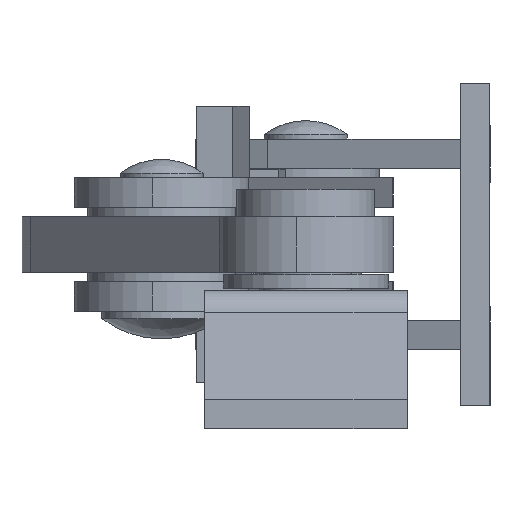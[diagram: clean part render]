
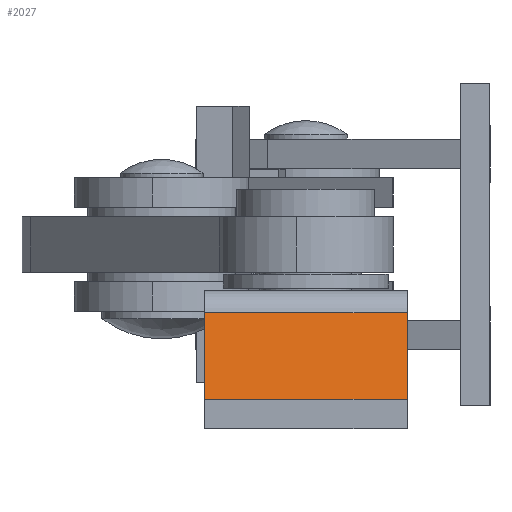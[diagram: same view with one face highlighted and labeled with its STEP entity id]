
A CAD part, left-side view. The second image highlights one B-rep face of the part: STEP entity #2027.
In plain terms, the highlighted face is planar.
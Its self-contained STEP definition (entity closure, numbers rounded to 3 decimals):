
#2027 = ADVANCED_FACE ( 'NONE', ( #6201 ), #6200, .F. ) ;
#2028 = EDGE_LOOP ( 'NONE', ( #2029, #2032, #2035, #2037 ) ) ;
#2029 = ORIENTED_EDGE ( 'NONE', *, *, #2030, .T. ) ;
#2030 = EDGE_CURVE ( 'NONE', #2048, #2031, #6195, .T. ) ;
#2031 = VERTEX_POINT ( 'NONE', #6191 ) ;
#2032 = ORIENTED_EDGE ( 'NONE', *, *, #2033, .F. ) ;
#2033 = EDGE_CURVE ( 'NONE', #2034, #2031, #6190, .T. ) ;
#2034 = VERTEX_POINT ( 'NONE', #6186 ) ;
#2035 = ORIENTED_EDGE ( 'NONE', *, *, #2036, .F. ) ;
#2036 = EDGE_CURVE ( 'NONE', #2051, #2034, #6185, .T. ) ;
#2037 = ORIENTED_EDGE ( 'NONE', *, *, #2050, .T. ) ;
#2048 = VERTEX_POINT ( 'NONE', #6231 ) ;
#2050 = EDGE_CURVE ( 'NONE', #2051, #2048, #6230, .T. ) ;
#2051 = VERTEX_POINT ( 'NONE', #6226 ) ;
#6182 = DIRECTION ( 'NONE',  ( 0., 0.98, 0.198 ) ) ;
#6183 = VECTOR ( 'NONE', #6182, 1000. ) ;
#6184 = CARTESIAN_POINT ( 'NONE',  ( 11., -2.407, -14.104 ) ) ;
#6185 = LINE ( 'NONE', #6184, #6183 ) ;
#6186 = CARTESIAN_POINT ( 'NONE',  ( 11., -2.407, -14.104 ) ) ;
#6187 = DIRECTION ( 'NONE',  ( -1., 0., 0. ) ) ;
#6188 = VECTOR ( 'NONE', #6187, 1000. ) ;
#6189 = CARTESIAN_POINT ( 'NONE',  ( 11., -2.407, -14.104 ) ) ;
#6190 = LINE ( 'NONE', #6189, #6188 ) ;
#6191 = CARTESIAN_POINT ( 'NONE',  ( -11., -2.407, -14.104 ) ) ;
#6192 = DIRECTION ( 'NONE',  ( 0., 0.98, 0.198 ) ) ;
#6193 = VECTOR ( 'NONE', #6192, 1000. ) ;
#6194 = CARTESIAN_POINT ( 'NONE',  ( -11., -2.407, -14.104 ) ) ;
#6195 = LINE ( 'NONE', #6194, #6193 ) ;
#6196 = DIRECTION ( 'NONE',  ( 0., -0.98, -0.198 ) ) ;
#6197 = DIRECTION ( 'NONE',  ( 0., -0.198, 0.98 ) ) ;
#6198 = CARTESIAN_POINT ( 'NONE',  ( 11., -2.407, -14.104 ) ) ;
#6199 = AXIS2_PLACEMENT_3D ( 'NONE', #6198, #6197, #6196 ) ;
#6200 = PLANE ( 'NONE',  #6199 ) ;
#6201 = FACE_OUTER_BOUND ( 'NONE', #2028, .T. ) ;
#6226 = CARTESIAN_POINT ( 'NONE',  ( 11., -11.8, -16. ) ) ;
#6227 = DIRECTION ( 'NONE',  ( -1., 0., 0. ) ) ;
#6228 = VECTOR ( 'NONE', #6227, 1000. ) ;
#6229 = CARTESIAN_POINT ( 'NONE',  ( 11., -11.8, -16. ) ) ;
#6230 = LINE ( 'NONE', #6229, #6228 ) ;
#6231 = CARTESIAN_POINT ( 'NONE',  ( -11., -11.8, -16. ) ) ;
